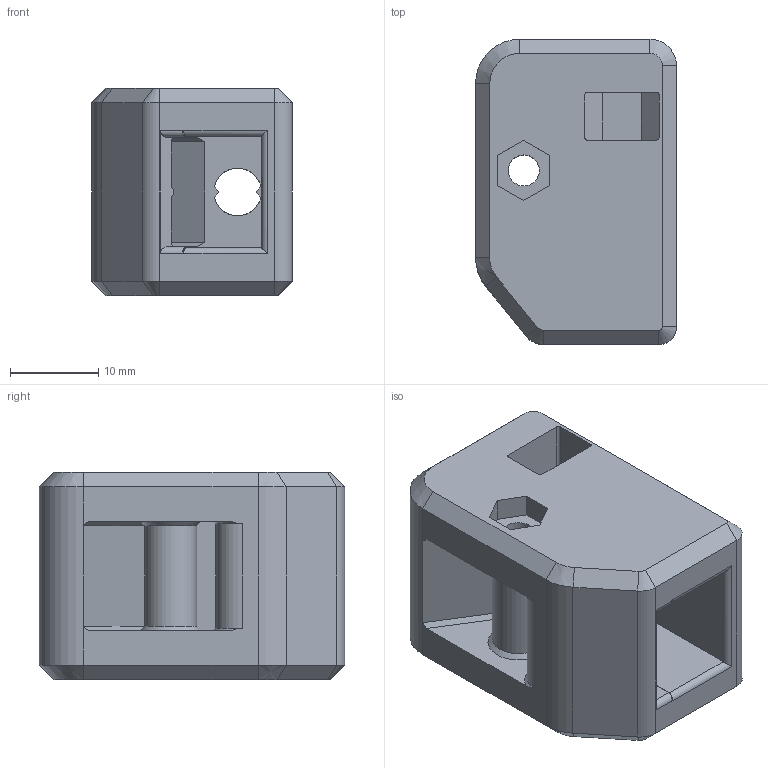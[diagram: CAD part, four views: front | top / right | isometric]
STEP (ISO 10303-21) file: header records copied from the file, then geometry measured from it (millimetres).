
FILE_DESCRIPTION(/* description */ ('','CAx-IF Rec.Pracs.---Representation and Presentation of Product Manufacturing Information (PMI)---4.0---2014-10-13'),/* implementation_level */ '2;1');
FILE_NAME(/* name */ 'OSSM - Actuator_Linear Rail Assembly_Belt Tensioner_Open Back_step.stp',/* time_stamp */ '2025-01-21T13:25:03-05:00',/* author */ (''),/* organization */ (''),/* preprocessor_version */ 'ST-DEVELOPER v20',/* originating_system */ 'Autodesk Translation Framework v13.20.0.188',/* authorisation */ '');
FILE_SCHEMA (('AP242_MANAGED_MODEL_BASED_3D_ENGINEERING_MIM_LF { 1 0 10303 442 1 1 4 }'));
Length unit declared in the file: millimetre
Products named in the file (1): Open Back
Bounding box: 22.7 x 34.5 x 23.4 mm (x, y, z)
Volume: 12097.9 mm3; surface area: 5795.7 mm2
Topology: 1 solids, 1 shells, 110 faces, 281 edges, 174 vertices
Faces by surface type: plane 63, cylinder 25, cone 22
Full cylindrical faces by diameter (mm): 3.5 x1, 5.4 x1, 5.9 x1
Entity records: 3327 total; most frequent: CARTESIAN_POINT 578, DIRECTION 565, ORIENTED_EDGE 562, EDGE_CURVE 281, LINE 207, VECTOR 207, AXIS2_PLACEMENT_3D 179, VERTEX_POINT 174
